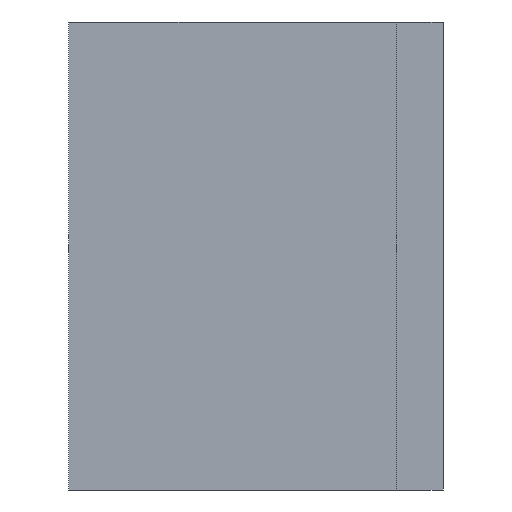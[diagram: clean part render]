
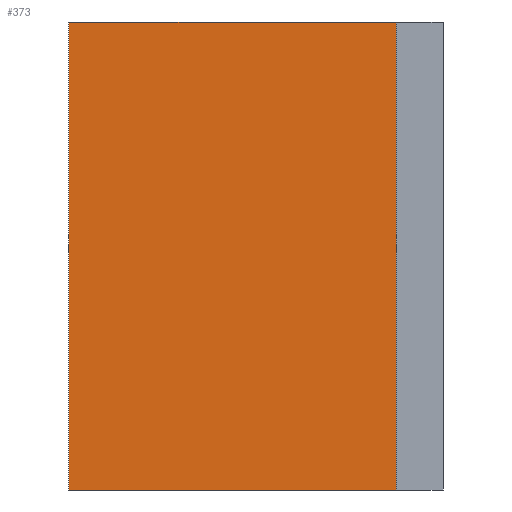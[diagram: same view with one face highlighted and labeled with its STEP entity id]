
A CAD part, left-side view. The second image highlights one B-rep face of the part: STEP entity #373.
In plain terms, the highlighted planar face has unit normal (-1, 0, 0).
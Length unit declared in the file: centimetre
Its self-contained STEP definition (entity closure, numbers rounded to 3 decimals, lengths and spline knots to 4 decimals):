
#21=FACE_OUTER_BOUND($,#40,.T.);
#40=EDGE_LOOP($,(#259,#260,#261,#262));
#62=LINE($,#520,#113);
#66=LINE($,#529,#117);
#68=LINE($,#532,#119);
#70=LINE($,#535,#121);
#113=VECTOR($,#423,0.14);
#117=VECTOR($,#429,0.14);
#119=VECTOR($,#433,0.2);
#121=VECTOR($,#437,0.2);
#164=VERTEX_POINT($,#517);
#165=VERTEX_POINT($,#519);
#168=VERTEX_POINT($,#526);
#169=VERTEX_POINT($,#528);
#198=EDGE_CURVE($,#164,#165,#62,.F.);
#202=EDGE_CURVE($,#168,#169,#66,.T.);
#204=EDGE_CURVE($,#165,#168,#68,.T.);
#206=EDGE_CURVE($,#164,#169,#70,.T.);
#259=ORIENTED_EDGE($,*,*,#206,.T.);
#260=ORIENTED_EDGE($,*,*,#202,.F.);
#261=ORIENTED_EDGE($,*,*,#204,.F.);
#262=ORIENTED_EDGE($,*,*,#198,.F.);
#352=PLANE($,#399);
#373=ADVANCED_FACE($,(#21),#352,.F.);
#399=AXIS2_PLACEMENT_3D($,#534,#435,#436);
#423=DIRECTION($,(0.,1.,0.));
#429=DIRECTION($,(0.,1.,0.));
#433=DIRECTION($,(0.,0.,-1.));
#435=DIRECTION('center_axis',(1.,0.,0.));
#436=DIRECTION('ref_axis',(0.,0.,-1.));
#437=DIRECTION($,(0.,0.,-1.));
#517=CARTESIAN_POINT('',(0.,0.,0.2));
#519=CARTESIAN_POINT('',(0.,-0.14,0.2));
#520=CARTESIAN_POINT($,(0.,-0.1,0.2));
#526=CARTESIAN_POINT('',(0.,-0.14,0.));
#528=CARTESIAN_POINT('',(0.,0.,0.));
#529=CARTESIAN_POINT($,(0.,-0.1,0.));
#532=CARTESIAN_POINT($,(0.,-0.14,0.35));
#534=CARTESIAN_POINT('Origin',(0.,-0.1,0.35));
#535=CARTESIAN_POINT($,(0.,0.,0.35));
